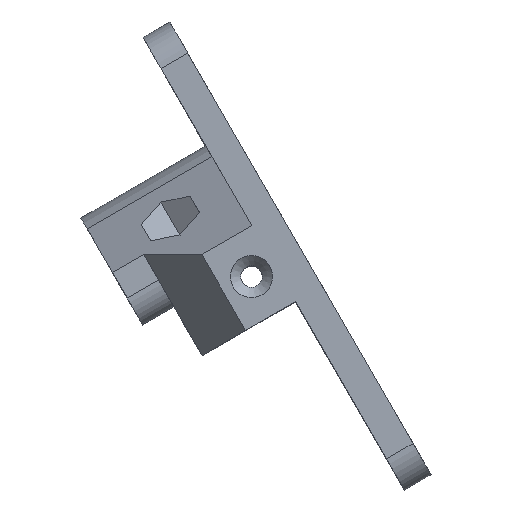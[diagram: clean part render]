
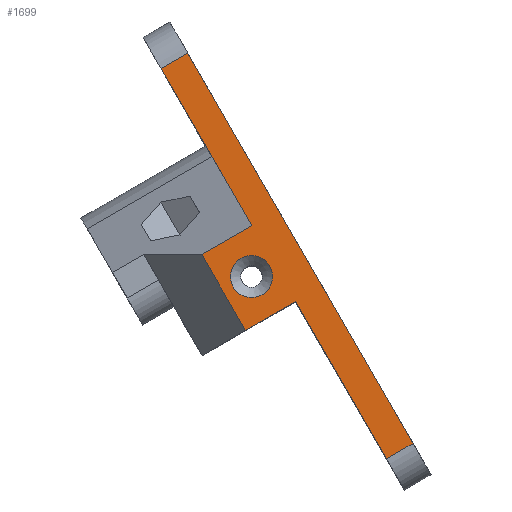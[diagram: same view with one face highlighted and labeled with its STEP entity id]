
A CAD part, top view. The second image highlights one B-rep face of the part: STEP entity #1699.
In plain terms, the highlighted planar face has unit normal (0, 0, 1).
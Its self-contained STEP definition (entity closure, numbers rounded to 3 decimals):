
#32=FACE_BOUND('',#280,.T.);
#95=CIRCLE('',#1812,2.05);
#183=FACE_OUTER_BOUND('',#279,.T.);
#279=EDGE_LOOP('',(#1202,#1203,#1204,#1205,#1206,#1207,#1208,#1209));
#280=EDGE_LOOP('',(#1210));
#400=LINE('',#2668,#557);
#411=LINE('',#2797,#568);
#412=LINE('',#2798,#569);
#413=LINE('',#2800,#570);
#414=LINE('',#2802,#571);
#415=LINE('',#2804,#572);
#416=LINE('',#2806,#573);
#417=LINE('',#2807,#574);
#557=VECTOR('',#1997,10.);
#568=VECTOR('',#2042,10.);
#569=VECTOR('',#2043,10.);
#570=VECTOR('',#2044,10.);
#571=VECTOR('',#2045,10.);
#572=VECTOR('',#2046,10.);
#573=VECTOR('',#2047,10.);
#574=VECTOR('',#2048,10.);
#729=VERTEX_POINT('',#2665);
#730=VERTEX_POINT('',#2667);
#747=VERTEX_POINT('',#2706);
#754=VERTEX_POINT('',#2795);
#755=VERTEX_POINT('',#2796);
#756=VERTEX_POINT('',#2799);
#757=VERTEX_POINT('',#2801);
#758=VERTEX_POINT('',#2803);
#759=VERTEX_POINT('',#2805);
#905=EDGE_CURVE('',#729,#730,#400,.T.);
#925=EDGE_CURVE('',#747,#747,#95,.T.);
#934=EDGE_CURVE('',#754,#755,#411,.T.);
#935=EDGE_CURVE('',#730,#754,#412,.T.);
#936=EDGE_CURVE('',#756,#729,#413,.T.);
#937=EDGE_CURVE('',#757,#756,#414,.T.);
#938=EDGE_CURVE('',#758,#757,#415,.T.);
#939=EDGE_CURVE('',#759,#758,#416,.T.);
#940=EDGE_CURVE('',#759,#755,#417,.T.);
#1202=ORIENTED_EDGE('',*,*,#934,.F.);
#1203=ORIENTED_EDGE('',*,*,#935,.F.);
#1204=ORIENTED_EDGE('',*,*,#905,.F.);
#1205=ORIENTED_EDGE('',*,*,#936,.F.);
#1206=ORIENTED_EDGE('',*,*,#937,.F.);
#1207=ORIENTED_EDGE('',*,*,#938,.F.);
#1208=ORIENTED_EDGE('',*,*,#939,.F.);
#1209=ORIENTED_EDGE('',*,*,#940,.T.);
#1210=ORIENTED_EDGE('',*,*,#925,.F.);
#1643=PLANE('',#1815);
#1699=ADVANCED_FACE('',(#183,#32),#1643,.T.);
#1812=AXIS2_PLACEMENT_3D('',#2707,#2032,#2033);
#1815=AXIS2_PLACEMENT_3D('',#2794,#2040,#2041);
#1997=DIRECTION('',(0.5,-0.866,0.));
#2032=DIRECTION('center_axis',(0.,0.,
1.));
#2033=DIRECTION('ref_axis',(1.,0.,0.));
#2040=DIRECTION('center_axis',(0.,0.,
1.));
#2041=DIRECTION('ref_axis',(-0.5,0.866,0.));
#2042=DIRECTION('',(-0.5,0.866,0.));
#2043=DIRECTION('',(-0.866,-0.5,0.));
#2044=DIRECTION('',(0.866,0.5,0.));
#2045=DIRECTION('',(-0.5,0.866,0.));
#2046=DIRECTION('',(0.866,0.5,0.));
#2047=DIRECTION('',(-0.5,0.866,0.));
#2048=DIRECTION('',(0.866,0.5,0.));
#2665=CARTESIAN_POINT('',(-6.195,21.73,41.5));
#2667=CARTESIAN_POINT('',(15.72,-16.228,41.5));
#2668=CARTESIAN_POINT('',(-6.195,21.73,41.5));
#2706=CARTESIAN_POINT('',(-2.05,0.,41.5));
#2707=CARTESIAN_POINT('Origin',(0.,0.,
41.5));
#2794=CARTESIAN_POINT('Origin',(15.72,-16.228,41.5));
#2795=CARTESIAN_POINT('',(13.122,-17.728,41.5));
#2796=CARTESIAN_POINT('',(4.289,-2.429,41.5));
#2797=CARTESIAN_POINT('',(-8.793,20.23,41.5));
#2798=CARTESIAN_POINT('',(15.72,-16.228,41.5));
#2799=CARTESIAN_POINT('',(-8.793,20.23,41.5));
#2800=CARTESIAN_POINT('',(-6.195,21.73,41.5));
#2801=CARTESIAN_POINT('',(0.039,4.932,41.5));
#2802=CARTESIAN_POINT('',(-8.793,20.23,41.5));
#2803=CARTESIAN_POINT('',(-4.823,2.124,41.5));
#2804=CARTESIAN_POINT('',(-1.043,4.307,41.5));
#2805=CARTESIAN_POINT('',(-0.573,-5.237,41.5));
#2806=CARTESIAN_POINT('',(2.78,-11.046,41.5));
#2807=CARTESIAN_POINT('',(1.908,-3.804,41.5));
